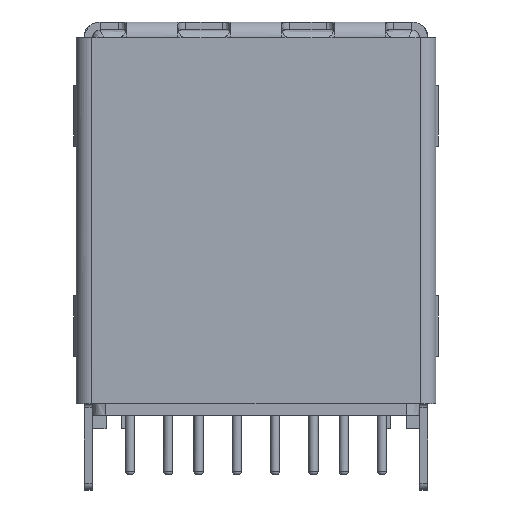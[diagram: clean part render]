
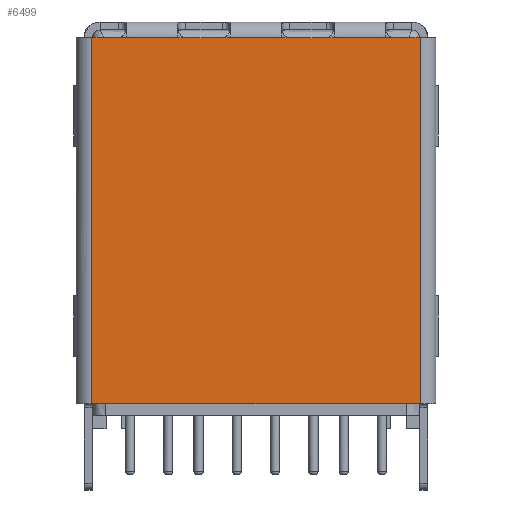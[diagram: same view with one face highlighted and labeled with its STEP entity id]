
A CAD part, top view. The second image highlights one B-rep face of the part: STEP entity #6499.
In plain terms, the highlighted free-form (B-spline) face has degree [1, 1] with [2, 2] control points.
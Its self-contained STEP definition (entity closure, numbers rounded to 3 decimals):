
#5430 = VERTEX_POINT('',#5431);
#5431 = CARTESIAN_POINT('',(-6.687,-7.896,
    18.706));
#5503 = VERTEX_POINT('',#5504);
#5504 = CARTESIAN_POINT('',(6.687,-7.896,
    18.706));
#5510 = EDGE_CURVE('',#5430,#5503,#5511,.T.);
#5511 = B_SPLINE_CURVE_WITH_KNOTS('',1,(#5512,#5513),.UNSPECIFIED.,.F.,
  .F.,(2,2),(-6.22,6.22),.PIECEWISE_BEZIER_KNOTS.);
#5512 = CARTESIAN_POINT('',(-6.687,-7.896,
    18.706));
#5513 = CARTESIAN_POINT('',(6.687,-7.896,
    18.706));
#6225 = EDGE_CURVE('',#6226,#6228,#6230,.T.);
#6226 = VERTEX_POINT('',#6227);
#6227 = CARTESIAN_POINT('',(5.59,7.015,
    18.706));
#6228 = VERTEX_POINT('',#6229);
#6229 = CARTESIAN_POINT('',(5.268,7.015,
    18.706));
#6230 = B_SPLINE_CURVE_WITH_KNOTS('',1,(#6231,#6232),.UNSPECIFIED.,.F.,
  .F.,(2,2),(-5.2,-4.9),.PIECEWISE_BEZIER_KNOTS.);
#6231 = CARTESIAN_POINT('',(5.59,7.015,
    18.706));
#6232 = CARTESIAN_POINT('',(5.268,7.015,
    18.706));
#6259 = EDGE_CURVE('',#6260,#6262,#6264,.T.);
#6260 = VERTEX_POINT('',#6261);
#6261 = CARTESIAN_POINT('',(3.189,7.015,
    18.706));
#6262 = VERTEX_POINT('',#6263);
#6263 = CARTESIAN_POINT('',(2.867,7.015,
    18.706));
#6264 = B_SPLINE_CURVE_WITH_KNOTS('',1,(#6265,#6266),.UNSPECIFIED.,.F.,
  .F.,(2,2),(-2.967,-2.667),.PIECEWISE_BEZIER_KNOTS.);
#6265 = CARTESIAN_POINT('',(3.189,7.015,
    18.706));
#6266 = CARTESIAN_POINT('',(2.867,7.015,
    18.706));
#6347 = EDGE_CURVE('',#6348,#6350,#6352,.T.);
#6348 = VERTEX_POINT('',#6349);
#6349 = CARTESIAN_POINT('',(1.362,7.015,
    18.706));
#6350 = VERTEX_POINT('',#6351);
#6351 = CARTESIAN_POINT('',(1.039,7.015,
    18.706));
#6352 = B_SPLINE_CURVE_WITH_KNOTS('',1,(#6353,#6354),.UNSPECIFIED.,.F.,
  .F.,(2,2),(-1.267,-0.967),.PIECEWISE_BEZIER_KNOTS.);
#6353 = CARTESIAN_POINT('',(1.362,7.015,
    18.706));
#6354 = CARTESIAN_POINT('',(1.039,7.015,
    18.706));
#6381 = EDGE_CURVE('',#6382,#6384,#6386,.T.);
#6382 = VERTEX_POINT('',#6383);
#6383 = CARTESIAN_POINT('',(-1.039,7.015,
    18.706));
#6384 = VERTEX_POINT('',#6385);
#6385 = CARTESIAN_POINT('',(-1.362,7.015,
    18.706));
#6386 = B_SPLINE_CURVE_WITH_KNOTS('',1,(#6387,#6388),.UNSPECIFIED.,.F.,
  .F.,(2,2),(0.967,1.267),.PIECEWISE_BEZIER_KNOTS.);
#6387 = CARTESIAN_POINT('',(-1.039,7.015,
    18.706));
#6388 = CARTESIAN_POINT('',(-1.362,7.015,
    18.706));
#6469 = EDGE_CURVE('',#6470,#6472,#6474,.T.);
#6470 = VERTEX_POINT('',#6471);
#6471 = CARTESIAN_POINT('',(-5.268,7.015,
    18.706));
#6472 = VERTEX_POINT('',#6473);
#6473 = CARTESIAN_POINT('',(-5.59,7.015,
    18.706));
#6474 = B_SPLINE_CURVE_WITH_KNOTS('',1,(#6475,#6476),.UNSPECIFIED.,.F.,
  .F.,(2,2),(4.9,5.2),.PIECEWISE_BEZIER_KNOTS.);
#6475 = CARTESIAN_POINT('',(-5.268,7.015,
    18.706));
#6476 = CARTESIAN_POINT('',(-5.59,7.015,
    18.706));
#6499 = ADVANCED_FACE('',(#6500),#6566,.T.);
#6500 = FACE_BOUND('',#6501,.T.);
#6501 = EDGE_LOOP('',(#6502,#6503,#6510,#6515,#6516,#6521,#6522,#6527,
    #6528,#6533,#6534,#6541,#6548,#6553,#6554,#6561));
#6502 = ORIENTED_EDGE('',*,*,#5510,.T.);
#6503 = ORIENTED_EDGE('',*,*,#6504,.T.);
#6504 = EDGE_CURVE('',#5503,#6505,#6507,.T.);
#6505 = VERTEX_POINT('',#6506);
#6506 = CARTESIAN_POINT('',(6.687,7.015,
    18.706));
#6507 = B_SPLINE_CURVE_WITH_KNOTS('',1,(#6508,#6509),.UNSPECIFIED.,.F.,
  .F.,(2,2),(-9.759,4.111),.PIECEWISE_BEZIER_KNOTS.);
#6508 = CARTESIAN_POINT('',(6.687,-7.896,
    18.706));
#6509 = CARTESIAN_POINT('',(6.687,7.015,
    18.706));
#6510 = ORIENTED_EDGE('',*,*,#6511,.T.);
#6511 = EDGE_CURVE('',#6505,#6226,#6512,.T.);
#6512 = B_SPLINE_CURVE_WITH_KNOTS('',1,(#6513,#6514),.UNSPECIFIED.,.F.,
  .F.,(2,2),(-0.32,0.7),.PIECEWISE_BEZIER_KNOTS.);
#6513 = CARTESIAN_POINT('',(6.687,7.015,
    18.706));
#6514 = CARTESIAN_POINT('',(5.59,7.015,
    18.706));
#6515 = ORIENTED_EDGE('',*,*,#6225,.T.);
#6516 = ORIENTED_EDGE('',*,*,#6517,.T.);
#6517 = EDGE_CURVE('',#6228,#6260,#6518,.T.);
#6518 = B_SPLINE_CURVE_WITH_KNOTS('',1,(#6519,#6520),.UNSPECIFIED.,.F.,
  .F.,(2,2),(-4.9,-2.967),.PIECEWISE_BEZIER_KNOTS.);
#6519 = CARTESIAN_POINT('',(5.268,7.015,
    18.706));
#6520 = CARTESIAN_POINT('',(3.189,7.015,
    18.706));
#6521 = ORIENTED_EDGE('',*,*,#6259,.T.);
#6522 = ORIENTED_EDGE('',*,*,#6523,.T.);
#6523 = EDGE_CURVE('',#6262,#6348,#6524,.T.);
#6524 = B_SPLINE_CURVE_WITH_KNOTS('',1,(#6525,#6526),.UNSPECIFIED.,.F.,
  .F.,(2,2),(-2.667,-1.267),.PIECEWISE_BEZIER_KNOTS.);
#6525 = CARTESIAN_POINT('',(2.867,7.015,
    18.706));
#6526 = CARTESIAN_POINT('',(1.362,7.015,
    18.706));
#6527 = ORIENTED_EDGE('',*,*,#6347,.T.);
#6528 = ORIENTED_EDGE('',*,*,#6529,.T.);
#6529 = EDGE_CURVE('',#6350,#6382,#6530,.T.);
#6530 = B_SPLINE_CURVE_WITH_KNOTS('',1,(#6531,#6532),.UNSPECIFIED.,.F.,
  .F.,(2,2),(-0.967,0.967),.PIECEWISE_BEZIER_KNOTS.);
#6531 = CARTESIAN_POINT('',(1.039,7.015,
    18.706));
#6532 = CARTESIAN_POINT('',(-1.039,7.015,
    18.706));
#6533 = ORIENTED_EDGE('',*,*,#6381,.T.);
#6534 = ORIENTED_EDGE('',*,*,#6535,.T.);
#6535 = EDGE_CURVE('',#6384,#6536,#6538,.T.);
#6536 = VERTEX_POINT('',#6537);
#6537 = CARTESIAN_POINT('',(-2.867,7.015,
    18.706));
#6538 = B_SPLINE_CURVE_WITH_KNOTS('',1,(#6539,#6540),.UNSPECIFIED.,.F.,
  .F.,(2,2),(1.267,2.667),.PIECEWISE_BEZIER_KNOTS.);
#6539 = CARTESIAN_POINT('',(-1.362,7.015,
    18.706));
#6540 = CARTESIAN_POINT('',(-2.867,7.015,
    18.706));
#6541 = ORIENTED_EDGE('',*,*,#6542,.T.);
#6542 = EDGE_CURVE('',#6536,#6543,#6545,.T.);
#6543 = VERTEX_POINT('',#6544);
#6544 = CARTESIAN_POINT('',(-3.189,7.015,
    18.706));
#6545 = B_SPLINE_CURVE_WITH_KNOTS('',1,(#6546,#6547),.UNSPECIFIED.,.F.,
  .F.,(2,2),(2.667,2.967),.PIECEWISE_BEZIER_KNOTS.);
#6546 = CARTESIAN_POINT('',(-2.867,7.015,
    18.706));
#6547 = CARTESIAN_POINT('',(-3.189,7.015,
    18.706));
#6548 = ORIENTED_EDGE('',*,*,#6549,.T.);
#6549 = EDGE_CURVE('',#6543,#6470,#6550,.T.);
#6550 = B_SPLINE_CURVE_WITH_KNOTS('',1,(#6551,#6552),.UNSPECIFIED.,.F.,
  .F.,(2,2),(2.967,4.9),.PIECEWISE_BEZIER_KNOTS.);
#6551 = CARTESIAN_POINT('',(-3.189,7.015,
    18.706));
#6552 = CARTESIAN_POINT('',(-5.268,7.015,
    18.706));
#6553 = ORIENTED_EDGE('',*,*,#6469,.T.);
#6554 = ORIENTED_EDGE('',*,*,#6555,.T.);
#6555 = EDGE_CURVE('',#6472,#6556,#6558,.T.);
#6556 = VERTEX_POINT('',#6557);
#6557 = CARTESIAN_POINT('',(-6.687,7.015,
    18.706));
#6558 = B_SPLINE_CURVE_WITH_KNOTS('',1,(#6559,#6560),.UNSPECIFIED.,.F.,
  .F.,(2,2),(5.2,6.22),.PIECEWISE_BEZIER_KNOTS.);
#6559 = CARTESIAN_POINT('',(-5.59,7.015,
    18.706));
#6560 = CARTESIAN_POINT('',(-6.687,7.015,
    18.706));
#6561 = ORIENTED_EDGE('',*,*,#6562,.T.);
#6562 = EDGE_CURVE('',#6556,#5430,#6563,.T.);
#6563 = B_SPLINE_CURVE_WITH_KNOTS('',1,(#6564,#6565),.UNSPECIFIED.,.F.,
  .F.,(2,2),(-12.671,1.199),.PIECEWISE_BEZIER_KNOTS.);
#6564 = CARTESIAN_POINT('',(-6.687,7.015,
    18.706));
#6565 = CARTESIAN_POINT('',(-6.687,-7.896,
    18.706));
#6566 = B_SPLINE_SURFACE_WITH_KNOTS('',1,1,(
    (#6567,#6568)
    ,(#6569,#6570
    )),.UNSPECIFIED.,.F.,.F.,.F.,(2,2),(2,2),(-22.649,
    -8.779),(-6.22,6.22),
  .PIECEWISE_BEZIER_KNOTS.);
#6567 = CARTESIAN_POINT('',(6.687,-7.896,
    18.706));
#6568 = CARTESIAN_POINT('',(-6.687,-7.896,
    18.706));
#6569 = CARTESIAN_POINT('',(6.687,7.015,
    18.706));
#6570 = CARTESIAN_POINT('',(-6.687,7.015,
    18.706));
